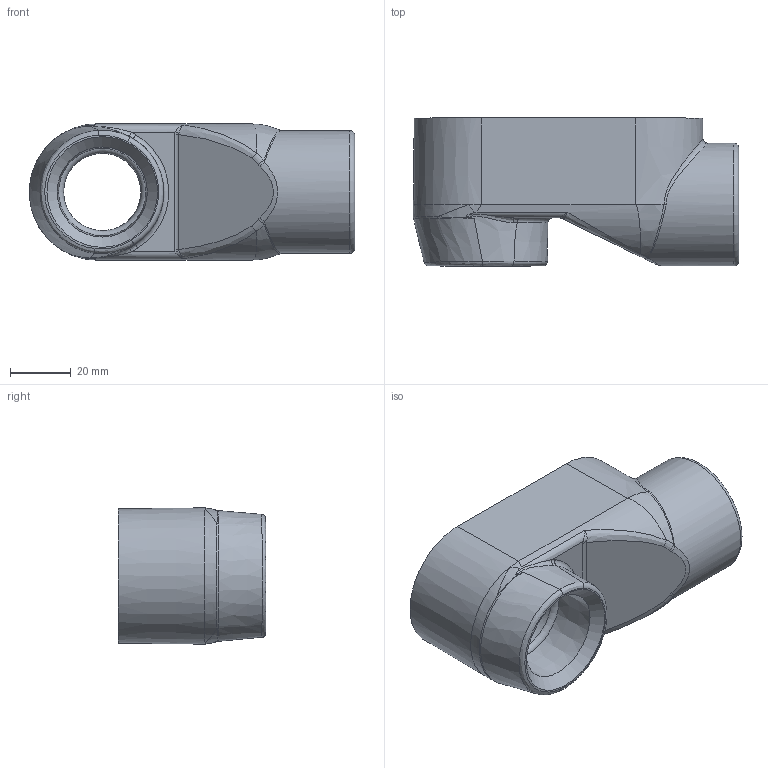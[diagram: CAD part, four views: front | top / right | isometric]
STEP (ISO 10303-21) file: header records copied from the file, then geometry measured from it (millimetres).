
FILE_DESCRIPTION(/* description */ (''),/* implementation_level */ '2;1');
FILE_NAME(/* name */ 'KIL_SLB-3.stp',/* time_stamp */ '2020-09-29T18:22:23+06:00',/* author */ ('lsugumaran'),/* organization */ (''),/* preprocessor_version */ 'ST-DEVELOPER v18',/* originating_system */ 'Autodesk Inventor 2020',/* authorisation */ '');
FILE_SCHEMA (('AUTOMOTIVE_DESIGN { 1 0 10303 214 3 1 1 }'));
Length unit declared in the file: inch
Products named in the file (1): 0194804 -2
Bounding box: 107.43 x 48.82 x 44.97 mm (x, y, z)
Volume: 58232.8 mm3; surface area: 29177.3 mm2
Topology: 1 solids, 1 shells, 484 faces, 1236 edges, 749 vertices
Faces by surface type: bspline 223, plane 120, cylinder 64, cone 44, torus 21, sphere 12
Full cylindrical faces by diameter (mm): 25.73 x1, 40.481 x1
Entity records: 23813 total; most frequent: CARTESIAN_POINT 13544, ORIENTED_EDGE 2414, DIRECTION 1652, EDGE_CURVE 1207, VERTEX_POINT 749, AXIS2_PLACEMENT_3D 628, EDGE_LOOP 512, FACE_OUTER_BOUND 484
